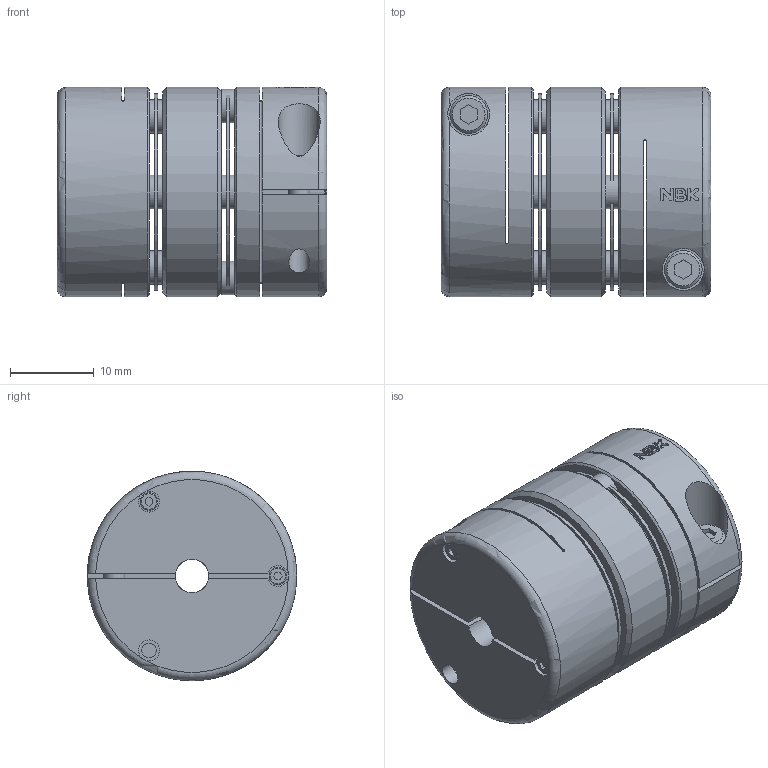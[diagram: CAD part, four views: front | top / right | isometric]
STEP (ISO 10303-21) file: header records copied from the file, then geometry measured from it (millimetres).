
FILE_DESCRIPTION(/* description */ ('STEP AP214'),/* implementation_level */ '2;1');
FILE_NAME(/* name */ 'XHW-25C-4-4',/* time_stamp */ '2024-06-05T11:25:09+02:00',/* author */ ('License CC BY-ND 4.0'),/* organization */ ('CADENAS'),/* preprocessor_version */ 'ST-DEVELOPER v19.3',/* originating_system */ 'PARTsolutions',/* authorisation */ ' ');
FILE_SCHEMA (('AUTOMOTIVE_DESIGN {1 0 10303 214 3 1 1}'));
Length unit declared in the file: millimetre
Products named in the file (5): XHW-25C-4-4; XHW-25C - 4-4 - Hub 1-2.0; XHW-25C - Disk-2.0; XHW-25C_Spacer_2.0; XHW-25C - 4-4 - Hub 2-2.0
Assembly tree (5 placements, depth 2):
  XHW-25C-4-4
    XHW-25C - 4-4 - Hub 1-2.0
    XHW-25C - Disk-2.0  x2
    XHW-25C_Spacer_2.0
    XHW-25C - 4-4 - Hub 2-2.0
Bounding box: 32.2 x 25 x 25 mm (x, y, z)
Volume: 12795.3 mm3; surface area: 9052.5 mm2
Topology: 5 solids, 7 shells, 211 faces, 505 edges, 333 vertices
Faces by surface type: plane 129, cylinder 68, cone 8, torus 6
Full cylindrical faces by diameter (mm): 1.75 x4, 2.125 x4, 2.5 x10, 3 x2, 4 x18, 4.5 x2, 5 x2, 12.5 x3, 23.5 x2, 25 x3
Entity records: 5673 total; most frequent: CARTESIAN_POINT 1051, DIRECTION 950, ORIENTED_EDGE 810, EDGE_CURVE 405, AXIS2_PLACEMENT_3D 360, EDGE_LOOP 314, FACE_BOUND 314, VERTEX_POINT 297
